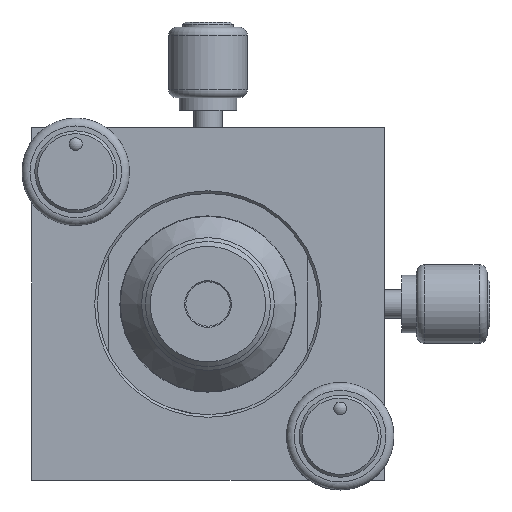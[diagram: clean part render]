
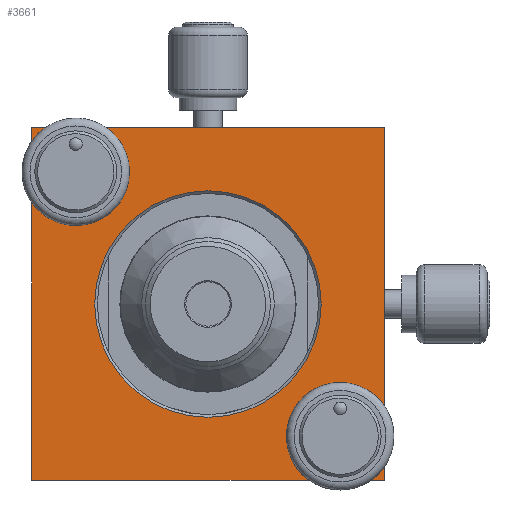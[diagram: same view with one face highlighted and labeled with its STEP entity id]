
A CAD part, front view. The second image highlights one B-rep face of the part: STEP entity #3661.
In plain terms, the highlighted planar face has unit normal (0, -1, 0).
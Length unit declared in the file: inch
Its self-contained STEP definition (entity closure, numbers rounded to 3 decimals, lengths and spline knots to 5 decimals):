
#3589=CARTESIAN_POINT('',(-0.1765,-0.125,1.75));
#3590=DIRECTION('',(0.0,-1.0,0.0));
#3591=DIRECTION('',(1.0,0.0,0.0));
#3592=AXIS2_PLACEMENT_3D('',#3589,#3590,#3591);
#3593=PLANE('',#3592);
#3594=CARTESIAN_POINT('',(1.0,-0.125,2.));
#3595=VERTEX_POINT('',#3594);
#3596=CARTESIAN_POINT('',(-1.0,-0.125,2.0));
#3597=VERTEX_POINT('',#3596);
#3598=CARTESIAN_POINT('',(1.0,-0.125,2.));
#3599=DIRECTION('',(-1.0,0.0,0.0));
#3600=VECTOR('',#3599,2.0);
#3601=LINE('',#3598,#3600);
#3602=EDGE_CURVE('',#3595,#3597,#3601,.T.);
#3603=ORIENTED_EDGE('',*,*,#3602,.T.);
#3604=CARTESIAN_POINT('',(-1.0,-0.125,0.0));
#3605=VERTEX_POINT('',#3604);
#3606=CARTESIAN_POINT('',(-1.0,-0.125,0.0));
#3607=DIRECTION('',(0.0,0.0,1.0));
#3608=VECTOR('',#3607,2.0);
#3609=LINE('',#3606,#3608);
#3610=EDGE_CURVE('',#3605,#3597,#3609,.T.);
#3611=ORIENTED_EDGE('',*,*,#3610,.F.);
#3612=CARTESIAN_POINT('',(1.0,-0.125,0.0));
#3613=VERTEX_POINT('',#3612);
#3614=CARTESIAN_POINT('',(1.0,-0.125,0.0));
#3615=DIRECTION('',(-1.0,0.0,0.0));
#3616=VECTOR('',#3615,2.0);
#3617=LINE('',#3614,#3616);
#3618=EDGE_CURVE('',#3613,#3605,#3617,.T.);
#3619=ORIENTED_EDGE('',*,*,#3618,.F.);
#3620=CARTESIAN_POINT('',(1.0,-0.125,2.));
#3621=DIRECTION('',(0.0,0.0,-1.0));
#3622=VECTOR('',#3621,2.);
#3623=LINE('',#3620,#3622);
#3624=EDGE_CURVE('',#3595,#3613,#3623,.T.);
#3625=ORIENTED_EDGE('',*,*,#3624,.F.);
#3626=EDGE_LOOP('',(#3603,#3611,#3619,#3625));
#3627=FACE_OUTER_BOUND('',#3626,.T.);
#3628=CARTESIAN_POINT('',(-0.625,-0.125,1.75));
#3629=VERTEX_POINT('',#3628);
#3630=CARTESIAN_POINT('',(-0.75,-0.125,1.75));
#3631=DIRECTION('',(0.0,1.0,0.0));
#3632=DIRECTION('',(-1.0,0.0,0.0));
#3633=AXIS2_PLACEMENT_3D('',#3630,#3631,#3632);
#3634=CIRCLE('',#3633,0.125);
#3635=EDGE_CURVE('',#3629,#3629,#3634,.T.);
#3636=ORIENTED_EDGE('',*,*,#3635,.T.);
#3637=EDGE_LOOP('',(#3636));
#3638=FACE_BOUND('',#3637,.T.);
#3639=CARTESIAN_POINT('',(0.875,-0.125,0.25));
#3640=VERTEX_POINT('',#3639);
#3641=CARTESIAN_POINT('',(0.75,-0.125,0.25));
#3642=DIRECTION('',(0.0,1.0,0.0));
#3643=DIRECTION('',(-1.0,0.0,0.0));
#3644=AXIS2_PLACEMENT_3D('',#3641,#3642,#3643);
#3645=CIRCLE('',#3644,0.125);
#3646=EDGE_CURVE('',#3640,#3640,#3645,.T.);
#3647=ORIENTED_EDGE('',*,*,#3646,.T.);
#3648=EDGE_LOOP('',(#3647));
#3649=FACE_BOUND('',#3648,.T.);
#3650=CARTESIAN_POINT('',(0.,-0.125,1.6425));
#3651=VERTEX_POINT('',#3650);
#3652=CARTESIAN_POINT('',(0.,-0.125,1.));
#3653=DIRECTION('',(0.0,-1.0,0.0));
#3654=DIRECTION('',(0.0,0.0,-1.0));
#3655=AXIS2_PLACEMENT_3D('',#3652,#3653,#3654);
#3656=CIRCLE('',#3655,0.6425);
#3657=EDGE_CURVE('',#3651,#3651,#3656,.T.);
#3658=ORIENTED_EDGE('',*,*,#3657,.F.);
#3659=EDGE_LOOP('',(#3658));
#3660=FACE_BOUND('',#3659,.T.);
#3661=ADVANCED_FACE('',(#3627,#3638,#3649,#3660),#3593,.T.);
